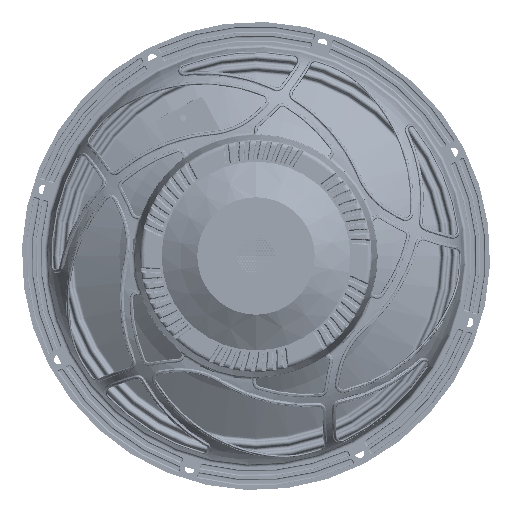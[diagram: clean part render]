
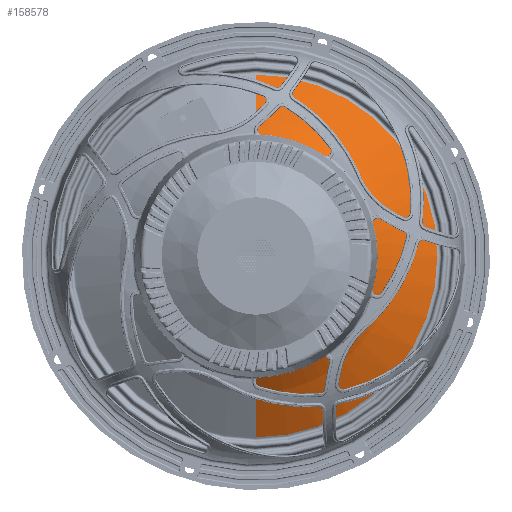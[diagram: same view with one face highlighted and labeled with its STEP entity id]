
A CAD part, front view. The second image highlights one B-rep face of the part: STEP entity #158578.
In plain terms, the highlighted toroidal (fillet/blend) face has major radius 257.958 mm and minor radius 305.3 mm.
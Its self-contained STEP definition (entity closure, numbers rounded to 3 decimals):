
#12318 = ORIENTED_EDGE ( 'NONE', *, *, #228146, .T. ) ;
#19391 = CARTESIAN_POINT ( 'NONE',  ( 46.208, -88.026, -152.567 ) ) ;
#44150 = CARTESIAN_POINT ( 'NONE',  ( 46.208, -88.026, 105.391 ) ) ;
#44798 = ORIENTED_EDGE ( 'NONE', *, *, #246714, .F. ) ;
#51852 = CARTESIAN_POINT ( 'NONE',  ( 46.208, 185.33, -16.609 ) ) ;
#54495 = CARTESIAN_POINT ( 'NONE',  ( 46.208, 185.33, 105.391 ) ) ;
#59333 = CARTESIAN_POINT ( 'NONE',  ( 46.208, 124.111, 105.391 ) ) ;
#62893 = FACE_OUTER_BOUND ( 'NONE', #64411, .T. ) ;
#64411 = EDGE_LOOP ( 'NONE', ( #127370, #44798, #12318, #79055 ) ) ;
#66262 = CARTESIAN_POINT ( 'NONE',  ( 46.208, 185.33, 227.391 ) ) ;
#74814 = CARTESIAN_POINT ( 'NONE',  ( 46.208, 124.111, 66.991 ) ) ;
#77323 = CARTESIAN_POINT ( 'NONE',  ( 46.208, -88.026, 363.349 ) ) ;
#79055 = ORIENTED_EDGE ( 'NONE', *, *, #132880, .T. ) ;
#81110 = VERTEX_POINT ( 'NONE', #66262 ) ;
#95379 = CIRCLE ( 'NONE', #235141, 38.4 ) ;
#95627 = DIRECTION ( 'NONE',  ( 1., 0., 0. ) ) ;
#107323 = AXIS2_PLACEMENT_3D ( 'NONE', #19391, #95627, #171895 ) ;
#112155 = AXIS2_PLACEMENT_3D ( 'NONE', #44150, #120393, #196663 ) ;
#116320 = AXIS2_PLACEMENT_3D ( 'NONE', #54495, #130788, #207062 ) ;
#120393 = DIRECTION ( 'NONE',  ( 0., 1., 0. ) ) ;
#121769 = AXIS2_PLACEMENT_3D ( 'NONE', #77323, #153590, #229837 ) ;
#127370 = ORIENTED_EDGE ( 'NONE', *, *, #132808, .F. ) ;
#130788 = DIRECTION ( 'NONE',  ( 0., 1., 0. ) ) ;
#132808 = EDGE_CURVE ( 'NONE', #231262, #223975, #215160, .T. ) ;
#132880 = EDGE_CURVE ( 'NONE', #215342, #223975, #95379, .T. ) ;
#135611 = DIRECTION ( 'NONE',  ( 0., 1., 0. ) ) ;
#153590 = DIRECTION ( 'NONE',  ( -1., 0., 0. ) ) ;
#158578 = ADVANCED_FACE ( 'NONE', ( #62893 ), #219977, .F. ) ;
#171895 = DIRECTION ( 'NONE',  ( 0., 0., -1. ) ) ;
#173802 = CARTESIAN_POINT ( 'NONE',  ( 46.208, 124.111, 143.791 ) ) ;
#196663 = DIRECTION ( 'NONE',  ( 0., 0., 1. ) ) ;
#207062 = DIRECTION ( 'NONE',  ( 0., 0., 1. ) ) ;
#211879 = DIRECTION ( 'NONE',  ( 0., 0., 1. ) ) ;
#215160 = CIRCLE ( 'NONE', #107323, 305.3 ) ;
#215342 = VERTEX_POINT ( 'NONE', #173802 ) ;
#219977 = TOROIDAL_SURFACE ( 'NONE', #112155, 257.958, 305.3 ) ;
#223975 = VERTEX_POINT ( 'NONE', #74814 ) ;
#224141 = CIRCLE ( 'NONE', #116320, 122. ) ;
#228146 = EDGE_CURVE ( 'NONE', #81110, #215342, #229540, .T. ) ;
#229540 = CIRCLE ( 'NONE', #121769, 305.3 ) ;
#229837 = DIRECTION ( 'NONE',  ( 0., 0., 1. ) ) ;
#231262 = VERTEX_POINT ( 'NONE', #51852 ) ;
#235141 = AXIS2_PLACEMENT_3D ( 'NONE', #59333, #135611, #211879 ) ;
#246714 = EDGE_CURVE ( 'NONE', #81110, #231262, #224141, .T. ) ;
